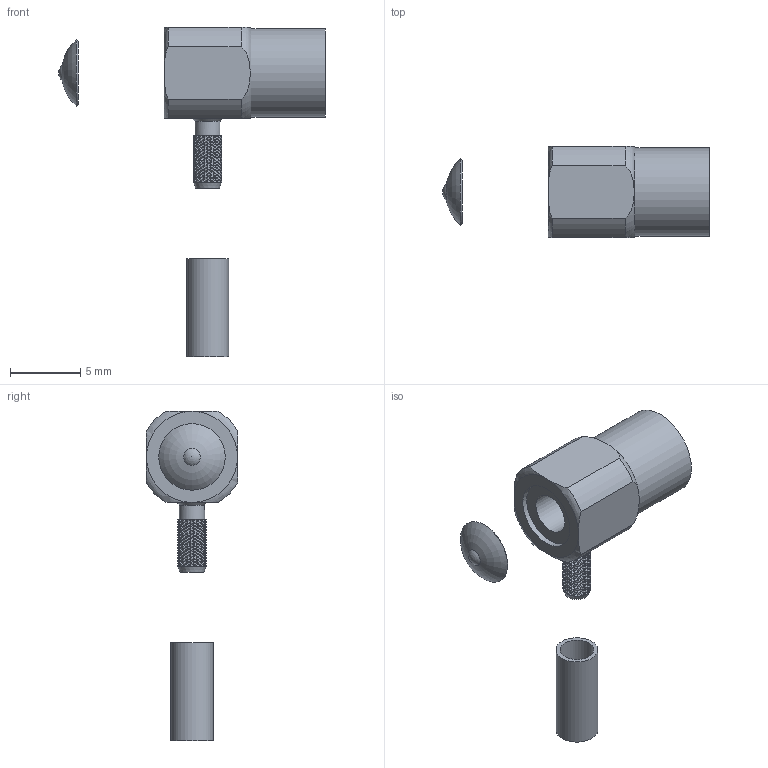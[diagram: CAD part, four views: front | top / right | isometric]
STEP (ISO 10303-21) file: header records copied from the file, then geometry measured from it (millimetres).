
FILE_DESCRIPTION(/* description */ ('Unknown'),/* implementation_level */ '2;1');
FILE_NAME(/* name */ '61636021110420',/* time_stamp */ '2020-02-18T12:19:39+01:00',/* author */ ('Unknown'),/* organization */ ('Unknown'),/* preprocessor_version */ 'ST-DEVELOPER v16.7',/* originating_system */ 'DEX',/* authorisation */ $);
FILE_SCHEMA (('AP203_CONFIGURATION_CONTROLLED_3D_DESIGN_OF_MECHANICAL_PARTS_AND_ASSEMBLIES_MIM_LF { 1 0 10303 203 3 1 4 }','AUTOMOTIVE_DESIGN {1 0 10303 214 3 1 1}'));
Length unit declared in the file: millimetre
Products named in the file (1): 61636021110420
Bounding box: 19.04 x 6.5 x 23.5 mm (x, y, z)
Volume: 658.7 mm3; surface area: 1946.4 mm2
Topology: 8 solids, 8 shells, 5032 faces, 10554 edges, 5496 vertices
Faces by surface type: bspline 3600, cylinder 996, plane 346, cone 72, torus 14, sphere 4
Full cylindrical faces by diameter (mm): 0.55 x2, 0.9 x2, 0.95 x2, 0.96 x2, 1.27 x2, 1.8 x2, 2 x2, 2.4 x2, 2.7 x2, 2.9 x2, 3 x2, 3.72 x2, 4.44 x2, 4.46 x2, 4.62 x2, 4.75 x2, 4.82 x2, 5.06 x2, 5.4 x2, 6.3 x2
Entity records: 285723 total; most frequent: CARTESIAN_POINT 184257, ORIENTED_EDGE 20880, EDGE_CURVE 10440, VERTEX_POINT 5454, FACE_BOUND 5186, EDGE_LOOP 5184, ADVANCED_FACE 5032, STYLED_ITEM 5012
